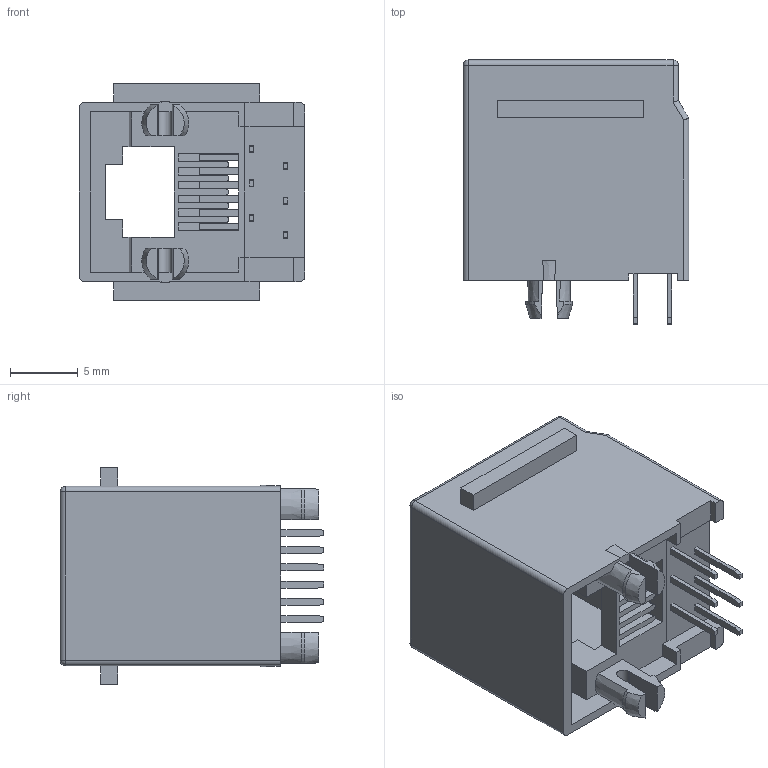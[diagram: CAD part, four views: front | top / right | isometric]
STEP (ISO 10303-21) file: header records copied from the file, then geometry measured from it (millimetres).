
FILE_DESCRIPTION((''),'2;1');
FILE_NAME('955222667','2012-07-11T',('PNB'),(''),'PRO/ENGINEER BY PARAMETRIC TECHNOLOGY CORPORATION, 2003451','PRO/ENGINEER BY PARAMETRIC TECHNOLOGY CORPORATION, 2003451','');
FILE_SCHEMA(('CONFIG_CONTROL_DESIGN'));
Length unit declared in the file: millimetre
Products named in the file (1): 955222667
Bounding box: 16.64 x 19.45 x 16 mm (x, y, z)
Volume: 1891.7 mm3; surface area: 2315.7 mm2
Topology: 1 solids, 1 shells, 253 faces, 701 edges, 464 vertices
Faces by surface type: plane 205, cylinder 34, cone 10, sphere 4
Entity records: 8146 total; most frequent: CARTESIAN_POINT 1661, ORIENTED_EDGE 1366, DIRECTION 1243, EDGE_CURVE 683, VECTOR 579, LINE 579, VERTEX_POINT 444, AXIS2_PLACEMENT_3D 332
